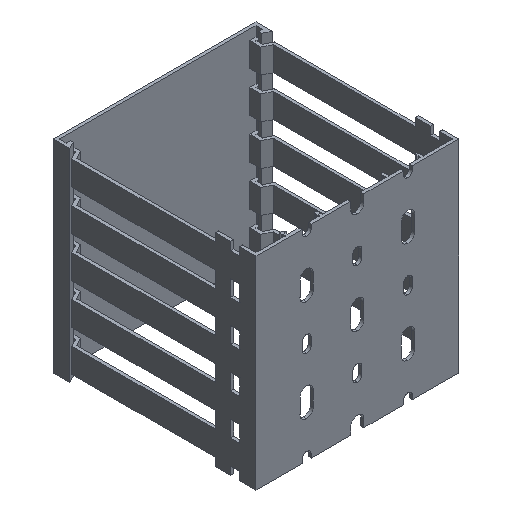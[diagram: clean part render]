
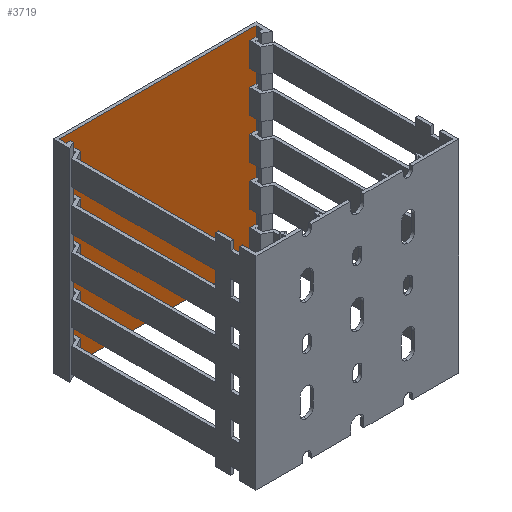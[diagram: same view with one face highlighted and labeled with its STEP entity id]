
A CAD part, isometric view. The second image highlights one B-rep face of the part: STEP entity #3719.
In plain terms, the highlighted planar face has unit normal (0, -1, 0).
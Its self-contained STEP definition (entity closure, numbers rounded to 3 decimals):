
#85 = EDGE_CURVE ( 'NONE', #748, #7801, #3090, .T. ) ;
#151 = EDGE_LOOP ( 'NONE', ( #6380, #3320, #8799, #4988 ) ) ;
#202 = CARTESIAN_POINT ( 'NONE',  ( -25., 98.5, 0. ) ) ;
#670 = DIRECTION ( 'NONE',  ( -1., 0., 0. ) ) ;
#681 = VERTEX_POINT ( 'NONE', #1780 ) ;
#748 = VERTEX_POINT ( 'NONE', #8077 ) ;
#1203 = PLANE ( 'NONE',  #8272 ) ;
#1780 = CARTESIAN_POINT ( 'NONE',  ( 48.5, 98.5, -100. ) ) ;
#2207 = VECTOR ( 'NONE', #5254, 1000. ) ;
#2214 = LINE ( 'NONE', #7640, #3152 ) ;
#2256 = EDGE_CURVE ( 'NONE', #681, #3702, #2270, .T. ) ;
#2270 = LINE ( 'NONE', #8396, #4759 ) ;
#3047 = CARTESIAN_POINT ( 'NONE',  ( 48.5, 98.5, -100. ) ) ;
#3065 = CARTESIAN_POINT ( 'NONE',  ( -48.5, 98.5, 0. ) ) ;
#3086 = DIRECTION ( 'NONE',  ( 0., 0., 1. ) ) ;
#3090 = LINE ( 'NONE', #202, #2207 ) ;
#3152 = VECTOR ( 'NONE', #5617, 1000. ) ;
#3320 = ORIENTED_EDGE ( 'NONE', *, *, #8657, .T. ) ;
#3702 = VERTEX_POINT ( 'NONE', #7879 ) ;
#3719 = ADVANCED_FACE ( 'NONE', ( #8888 ), #1203, .T. ) ;
#4687 = EDGE_CURVE ( 'NONE', #3702, #7801, #2214, .T. ) ;
#4759 = VECTOR ( 'NONE', #670, 1000. ) ;
#4988 = ORIENTED_EDGE ( 'NONE', *, *, #4687, .F. ) ;
#5254 = DIRECTION ( 'NONE',  ( -1., 0., 0. ) ) ;
#5593 = CARTESIAN_POINT ( 'NONE',  ( -98.5, 98.5, -100. ) ) ;
#5617 = DIRECTION ( 'NONE',  ( 0., 0., 1. ) ) ;
#6380 = ORIENTED_EDGE ( 'NONE', *, *, #2256, .F. ) ;
#6581 = LINE ( 'NONE', #3047, #7005 ) ;
#7005 = VECTOR ( 'NONE', #3086, 1000. ) ;
#7361 = DIRECTION ( 'NONE',  ( 0., -1., 0. ) ) ;
#7640 = CARTESIAN_POINT ( 'NONE',  ( -48.5, 98.5, -100. ) ) ;
#7801 = VERTEX_POINT ( 'NONE', #3065 ) ;
#7879 = CARTESIAN_POINT ( 'NONE',  ( -48.5, 98.5, -100. ) ) ;
#8077 = CARTESIAN_POINT ( 'NONE',  ( 48.5, 98.5, 0. ) ) ;
#8195 = DIRECTION ( 'NONE',  ( 0., 0., -1. ) ) ;
#8272 = AXIS2_PLACEMENT_3D ( 'NONE', #5593, #7361, #8195 ) ;
#8396 = CARTESIAN_POINT ( 'NONE',  ( -25., 98.5, -100. ) ) ;
#8657 = EDGE_CURVE ( 'NONE', #681, #748, #6581, .T. ) ;
#8799 = ORIENTED_EDGE ( 'NONE', *, *, #85, .T. ) ;
#8888 = FACE_OUTER_BOUND ( 'NONE', #151, .T. ) ;
